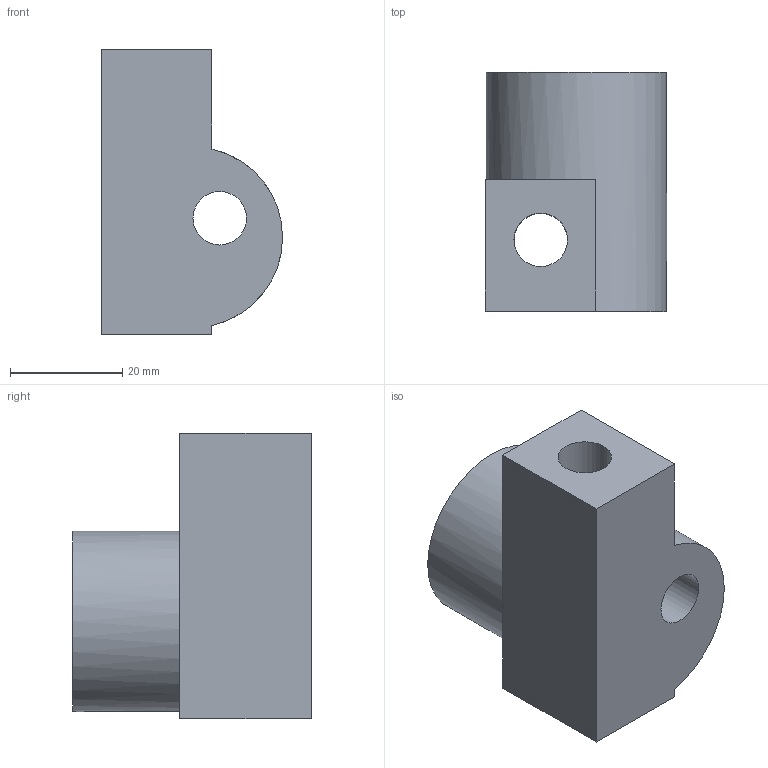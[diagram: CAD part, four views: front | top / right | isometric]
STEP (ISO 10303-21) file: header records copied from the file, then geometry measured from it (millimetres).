
FILE_DESCRIPTION(/* description */ (''),/* implementation_level */ '2;1');
FILE_NAME(/* name */ 'OmarUSholder v2.stp',/* time_stamp */ '2021-05-04T16:33:41-04:00',/* author */ (''),/* organization */ (''),/* preprocessor_version */ 'ST-DEVELOPER v18.1',/* originating_system */ 'Autodesk Translation Framework v10.6.0.1341',/* authorisation */ '');
FILE_SCHEMA (('AUTOMOTIVE_DESIGN { 1 0 10303 214 3 1 1 }'));
Length unit declared in the file: inch
Products named in the file (1): Omar_US_holder
Bounding box: 32.26 x 42.55 x 50.8 mm (x, y, z)
Volume: 32944 mm3; surface area: 11409.5 mm2
Topology: 1 solids, 1 shells, 13 faces, 30 edges, 20 vertices
Faces by surface type: plane 9, cylinder 4
Full cylindrical faces by diameter (mm): 9.525 x2, 21.971 x1, 32.131 x1
Entity records: 424 total; most frequent: DIRECTION 68, CARTESIAN_POINT 64, ORIENTED_EDGE 60, EDGE_CURVE 30, AXIS2_PLACEMENT_3D 24, LINE 20, VECTOR 20, VERTEX_POINT 20
